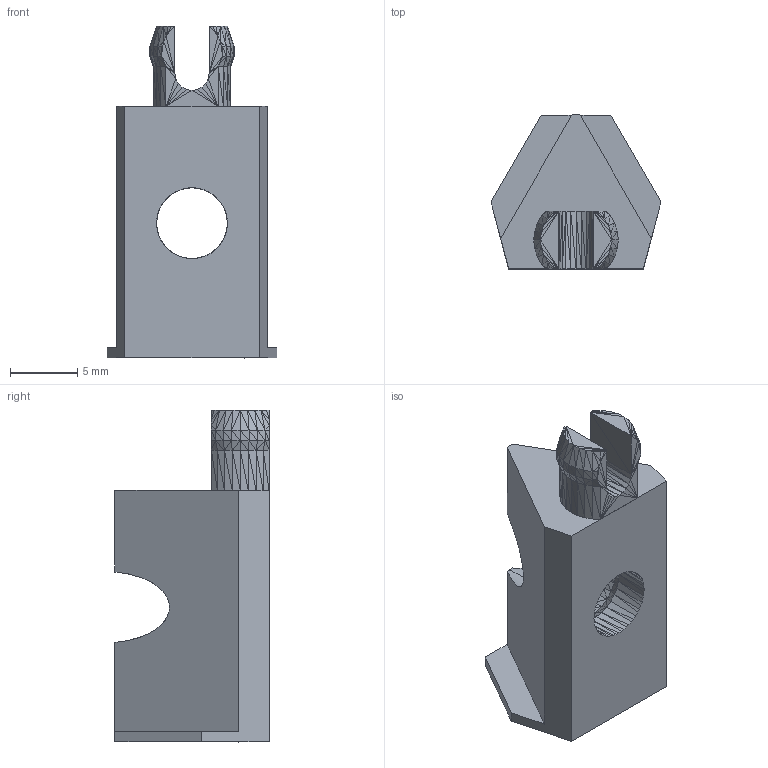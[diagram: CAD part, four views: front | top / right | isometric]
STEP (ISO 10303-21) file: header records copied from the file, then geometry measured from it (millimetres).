
FILE_DESCRIPTION (( 'STEP AP214' ), '1' );
FILE_NAME ('drive_shaft_5-2.step', '2023-09-10T04:30:15', ( '' ), ( '' ), 'SwSTEP 2.0', 'SolidWorks 2023', '' );
FILE_SCHEMA (( 'AUTOMOTIVE_DESIGN' ));
Length unit declared in the file: millimetre
Products named in the file (1): drive_shaft_5-2
Bounding box: 12.67 x 11.5 x 24.75 mm (x, y, z)
Volume: 1349.3 mm3; surface area: 1230.9 mm2
Topology: 2 solids, 2 shells, 733 faces, 1249 edges, 526 vertices
Faces by surface type: plane 689, bspline 40, cylinder 4
Entity records: 17909 total; most frequent: CARTESIAN_POINT 4947, DIRECTION 2593, ORIENTED_EDGE 2498, EDGE_CURVE 1249, VECTOR 1129, LINE 1129, EDGE_LOOP 741, FACE_OUTER_BOUND 733
